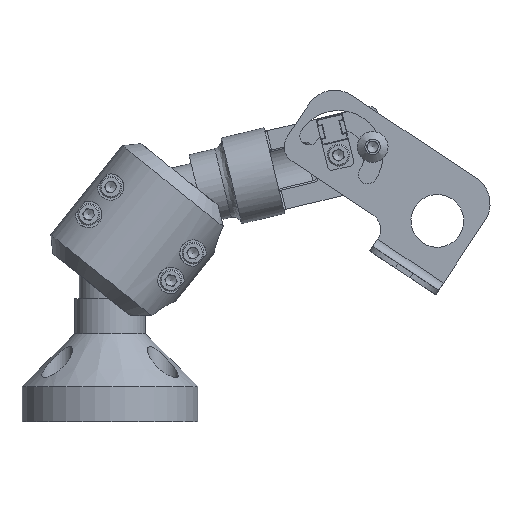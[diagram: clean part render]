
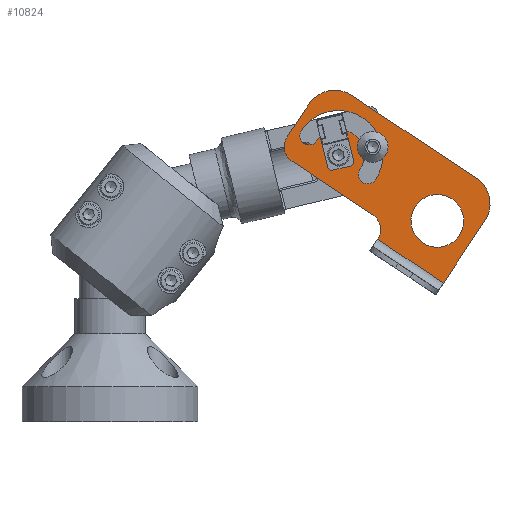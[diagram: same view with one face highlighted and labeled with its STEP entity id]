
A CAD part, front view. The second image highlights one B-rep face of the part: STEP entity #10824.
In plain terms, the highlighted planar face has unit normal (0, -1, 0).
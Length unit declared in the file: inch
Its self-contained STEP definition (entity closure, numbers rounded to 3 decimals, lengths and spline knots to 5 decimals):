
#40 = VERTEX_POINT ( 'NONE', #1212 ) ;
#45 = DIRECTION ( 'NONE',  ( 0.554, 0., 0.833 ) ) ;
#309 = VECTOR ( 'NONE', #4246, 39.37008 ) ;
#321 = DIRECTION ( 'NONE',  ( -0.554, 0., -0.833 ) ) ;
#346 = ORIENTED_EDGE ( 'NONE', *, *, #10448, .T. ) ;
#367 = VERTEX_POINT ( 'NONE', #5696 ) ;
#455 = CIRCLE ( 'NONE', #5565, 0.133 ) ;
#503 = AXIS2_PLACEMENT_3D ( 'NONE', #7179, #10675, #1669 ) ;
#603 = DIRECTION ( 'NONE',  ( 0., -1., 0. ) ) ;
#742 = VECTOR ( 'NONE', #1718, 39.37008 ) ;
#751 = VERTEX_POINT ( 'NONE', #5580 ) ;
#913 = ORIENTED_EDGE ( 'NONE', *, *, #5292, .T. ) ;
#959 = VERTEX_POINT ( 'NONE', #7243 ) ;
#1025 = VERTEX_POINT ( 'NONE', #5846 ) ;
#1212 = CARTESIAN_POINT ( 'NONE',  ( 3.76741, -0.9997, 4.04769 ) ) ;
#1268 = CIRCLE ( 'NONE', #6563, 0.4375 ) ;
#1294 = EDGE_CURVE ( 'NONE', #959, #959, #7345, .T. ) ;
#1300 = CARTESIAN_POINT ( 'NONE',  ( 6.455, -0.9997, 3.46179 ) ) ;
#1390 = CARTESIAN_POINT ( 'NONE',  ( 3.4906, -0.9997, 3.63131 ) ) ;
#1527 = DIRECTION ( 'NONE',  ( -0.833, 0., 0.554 ) ) ;
#1570 = VERTEX_POINT ( 'NONE', #8206 ) ;
#1644 = ORIENTED_EDGE ( 'NONE', *, *, #9018, .T. ) ;
#1669 = DIRECTION ( 'NONE',  ( -0.554, 0., -0.833 ) ) ;
#1714 = PLANE ( 'NONE',  #4491 ) ;
#1718 = DIRECTION ( 'NONE',  ( 0.833, 0., -0.554 ) ) ;
#1815 = CARTESIAN_POINT ( 'NONE',  ( 5.98889, -0.9997, 1.97043 ) ) ;
#1863 = EDGE_CURVE ( 'NONE', #4079, #751, #6040, .T. ) ;
#1883 = CIRCLE ( 'NONE', #6623, 0.25 ) ;
#1998 = DIRECTION ( 'NONE',  ( -0.554, 0., -0.833 ) ) ;
#2012 = EDGE_CURVE ( 'NONE', #751, #8606, #1883, .T. ) ;
#2026 = CIRCLE ( 'NONE', #3164, 0.633 ) ;
#2093 = CARTESIAN_POINT ( 'NONE',  ( 6.57712, -0.9997, 2.85524 ) ) ;
#2110 = ORIENTED_EDGE ( 'NONE', *, *, #9972, .T. ) ;
#2319 = DIRECTION ( 'NONE',  ( 0., 1., 0. ) ) ;
#2391 = CARTESIAN_POINT ( 'NONE',  ( 4.49579, -0.9997, 3.78862 ) ) ;
#2597 = DIRECTION ( 'NONE',  ( 0., -1., 0. ) ) ;
#2829 = VERTEX_POINT ( 'NONE', #10936 ) ;
#2930 = EDGE_CURVE ( 'NONE', #3077, #10404, #455, .T. ) ;
#3077 = VERTEX_POINT ( 'NONE', #3755 ) ;
#3093 = VERTEX_POINT ( 'NONE', #8477 ) ;
#3164 = AXIS2_PLACEMENT_3D ( 'NONE', #8174, #10885, #45 ) ;
#3662 = AXIS2_PLACEMENT_3D ( 'NONE', #7985, #9527, #11584 ) ;
#3687 = EDGE_CURVE ( 'NONE', #8606, #2829, #8219, .T. ) ;
#3723 = VECTOR ( 'NONE', #321, 39.37008 ) ;
#3755 = CARTESIAN_POINT ( 'NONE',  ( 5.02293, -0.9997, 3.43817 ) ) ;
#4079 = VERTEX_POINT ( 'NONE', #6169 ) ;
#4127 = CARTESIAN_POINT ( 'NONE',  ( 4.07941, -0.9997, 4.06543 ) ) ;
#4156 = CARTESIAN_POINT ( 'NONE',  ( 5.90108, -0.9997, 2.85437 ) ) ;
#4246 = DIRECTION ( 'NONE',  ( 0.554, 0., 0.833 ) ) ;
#4270 = CIRCLE ( 'NONE', #7498, 0.367 ) ;
#4287 = ORIENTED_EDGE ( 'NONE', *, *, #6948, .T. ) ;
#4305 = LINE ( 'NONE', #8821, #6365 ) ;
#4380 = CIRCLE ( 'NONE', #7227, 0.375 ) ;
#4426 = ORIENTED_EDGE ( 'NONE', *, *, #1294, .T. ) ;
#4429 = FACE_BOUND ( 'NONE', #9568, .T. ) ;
#4491 = AXIS2_PLACEMENT_3D ( 'NONE', #11652, #2597, #5201 ) ;
#4956 = VERTEX_POINT ( 'NONE', #2093 ) ;
#5201 = DIRECTION ( 'NONE',  ( 0.554, 0., 0.833 ) ) ;
#5235 = CIRCLE ( 'NONE', #6755, 0.133 ) ;
#5249 = DIRECTION ( 'NONE',  ( 0., 1., 0. ) ) ;
#5258 = CARTESIAN_POINT ( 'NONE',  ( 5.98889, -0.9997, 1.97043 ) ) ;
#5292 = EDGE_CURVE ( 'NONE', #367, #367, #4380, .T. ) ;
#5383 = LINE ( 'NONE', #5258, #309 ) ;
#5551 = VECTOR ( 'NONE', #10046, 39.37008 ) ;
#5565 = AXIS2_PLACEMENT_3D ( 'NONE', #11560, #11620, #7066 ) ;
#5580 = CARTESIAN_POINT ( 'NONE',  ( 4.98225, -0.9997, 2.93986 ) ) ;
#5696 = CARTESIAN_POINT ( 'NONE',  ( 6.10869, -0.9997, 3.16666 ) ) ;
#5846 = CARTESIAN_POINT ( 'NONE',  ( 3.96865, -0.9997, 4.13906 ) ) ;
#5890 = LINE ( 'NONE', #1390, #3723 ) ;
#5928 = CIRCLE ( 'NONE', #3662, 0.25 ) ;
#6003 = CARTESIAN_POINT ( 'NONE',  ( 6.21279, -0.9997, 3.09746 ) ) ;
#6040 = LINE ( 'NONE', #9764, #742 ) ;
#6169 = CARTESIAN_POINT ( 'NONE',  ( 3.83719, -0.9997, 3.70109 ) ) ;
#6177 = DIRECTION ( 'NONE',  ( -0.554, 0., -0.833 ) ) ;
#6268 = ORIENTED_EDGE ( 'NONE', *, *, #7816, .T. ) ;
#6365 = VECTOR ( 'NONE', #1527, 39.37008 ) ;
#6410 = AXIS2_PLACEMENT_3D ( 'NONE', #2391, #11444, #9622 ) ;
#6443 = ORIENTED_EDGE ( 'NONE', *, *, #2012, .T. ) ;
#6552 = CARTESIAN_POINT ( 'NONE',  ( 4.49579, -0.9997, 3.78862 ) ) ;
#6563 = AXIS2_PLACEMENT_3D ( 'NONE', #6003, #603, #6177 ) ;
#6623 = AXIS2_PLACEMENT_3D ( 'NONE', #10122, #10005, #1998 ) ;
#6731 = ORIENTED_EDGE ( 'NONE', *, *, #8213, .T. ) ;
#6755 = AXIS2_PLACEMENT_3D ( 'NONE', #4127, #5249, #8876 ) ;
#6904 = ORIENTED_EDGE ( 'NONE', *, *, #2930, .T. ) ;
#6948 = EDGE_CURVE ( 'NONE', #40, #4079, #5928, .T. ) ;
#7066 = DIRECTION ( 'NONE',  ( 0.554, 0., 0.833 ) ) ;
#7179 = CARTESIAN_POINT ( 'NONE',  ( 4.44316, -0.9997, 4.27391 ) ) ;
#7227 = AXIS2_PLACEMENT_3D ( 'NONE', #4156, #2319, #8553 ) ;
#7243 = CARTESIAN_POINT ( 'NONE',  ( 4.57364, -0.9997, 3.90572 ) ) ;
#7345 = CIRCLE ( 'NONE', #6410, 0.14063 ) ;
#7498 = AXIS2_PLACEMENT_3D ( 'NONE', #6552, #10167, #7563 ) ;
#7563 = DIRECTION ( 'NONE',  ( 0.554, 0., 0.833 ) ) ;
#7754 = CARTESIAN_POINT ( 'NONE',  ( 5.05203, -0.9997, 2.59326 ) ) ;
#7816 = EDGE_CURVE ( 'NONE', #3093, #1025, #5235, .T. ) ;
#7938 = CARTESIAN_POINT ( 'NONE',  ( 4.68537, -0.9997, 4.63825 ) ) ;
#7985 = CARTESIAN_POINT ( 'NONE',  ( 3.9756, -0.9997, 3.90929 ) ) ;
#8067 = EDGE_LOOP ( 'NONE', ( #1644, #6268, #11530, #6904 ) ) ;
#8174 = CARTESIAN_POINT ( 'NONE',  ( 4.49579, -0.9997, 3.78862 ) ) ;
#8206 = CARTESIAN_POINT ( 'NONE',  ( 4.07882, -0.9997, 4.51612 ) ) ;
#8213 = EDGE_CURVE ( 'NONE', #10940, #1570, #11666, .T. ) ;
#8219 = LINE ( 'NONE', #1815, #5551 ) ;
#8477 = CARTESIAN_POINT ( 'NONE',  ( 4.19016, -0.9997, 3.9918 ) ) ;
#8517 = ORIENTED_EDGE ( 'NONE', *, *, #9773, .T. ) ;
#8553 = DIRECTION ( 'NONE',  ( 0.554, 0., 0.833 ) ) ;
#8606 = VERTEX_POINT ( 'NONE', #7754 ) ;
#8691 = ORIENTED_EDGE ( 'NONE', *, *, #1863, .T. ) ;
#8821 = CARTESIAN_POINT ( 'NONE',  ( 6.81933, -0.9997, 3.21958 ) ) ;
#8876 = DIRECTION ( 'NONE',  ( 0.554, 0., 0.833 ) ) ;
#9018 = EDGE_CURVE ( 'NONE', #10404, #3093, #4270, .T. ) ;
#9164 = ORIENTED_EDGE ( 'NONE', *, *, #10365, .T. ) ;
#9391 = EDGE_LOOP ( 'NONE', ( #6443, #10939, #2110, #346, #8517, #6731, #9164, #4287, #8691 ) ) ;
#9527 = DIRECTION ( 'NONE',  ( 0., -1., 0. ) ) ;
#9568 = EDGE_LOOP ( 'NONE', ( #4426 ) ) ;
#9622 = DIRECTION ( 'NONE',  ( 0.554, 0., 0.833 ) ) ;
#9630 = EDGE_LOOP ( 'NONE', ( #913 ) ) ;
#9760 = FACE_BOUND ( 'NONE', #9630, .T. ) ;
#9764 = CARTESIAN_POINT ( 'NONE',  ( 6.1273, -0.9997, 2.17862 ) ) ;
#9773 = EDGE_CURVE ( 'NONE', #10754, #10940, #4305, .T. ) ;
#9972 = EDGE_CURVE ( 'NONE', #2829, #4956, #5383, .T. ) ;
#10005 = DIRECTION ( 'NONE',  ( 0., 1., 0. ) ) ;
#10046 = DIRECTION ( 'NONE',  ( 0.833, 0., -0.554 ) ) ;
#10122 = CARTESIAN_POINT ( 'NONE',  ( 4.84384, -0.9997, 2.73167 ) ) ;
#10167 = DIRECTION ( 'NONE',  ( 0., -1., 0. ) ) ;
#10365 = EDGE_CURVE ( 'NONE', #1570, #40, #5890, .T. ) ;
#10396 = CARTESIAN_POINT ( 'NONE',  ( 4.80141, -0.9997, 3.58544 ) ) ;
#10404 = VERTEX_POINT ( 'NONE', #10396 ) ;
#10448 = EDGE_CURVE ( 'NONE', #4956, #10754, #1268, .T. ) ;
#10657 = FACE_BOUND ( 'NONE', #8067, .T. ) ;
#10675 = DIRECTION ( 'NONE',  ( 0., -1., 0. ) ) ;
#10754 = VERTEX_POINT ( 'NONE', #1300 ) ;
#10824 = ADVANCED_FACE ( 'NONE', ( #9760, #4429, #10657, #10829 ), #1714, .T. ) ;
#10829 = FACE_OUTER_BOUND ( 'NONE', #9391, .T. ) ;
#10885 = DIRECTION ( 'NONE',  ( 0., 1., 0. ) ) ;
#10936 = CARTESIAN_POINT ( 'NONE',  ( 5.98889, -0.9997, 1.97043 ) ) ;
#10939 = ORIENTED_EDGE ( 'NONE', *, *, #3687, .T. ) ;
#10940 = VERTEX_POINT ( 'NONE', #7938 ) ;
#10957 = EDGE_CURVE ( 'NONE', #1025, #3077, #2026, .T. ) ;
#11444 = DIRECTION ( 'NONE',  ( 0., 1., 0. ) ) ;
#11530 = ORIENTED_EDGE ( 'NONE', *, *, #10957, .T. ) ;
#11560 = CARTESIAN_POINT ( 'NONE',  ( 4.91217, -0.9997, 3.5118 ) ) ;
#11584 = DIRECTION ( 'NONE',  ( -0.554, 0., -0.833 ) ) ;
#11620 = DIRECTION ( 'NONE',  ( 0., 1., 0. ) ) ;
#11652 = CARTESIAN_POINT ( 'NONE',  ( 5.98889, -0.9997, 1.97043 ) ) ;
#11666 = CIRCLE ( 'NONE', #503, 0.4375 ) ;
